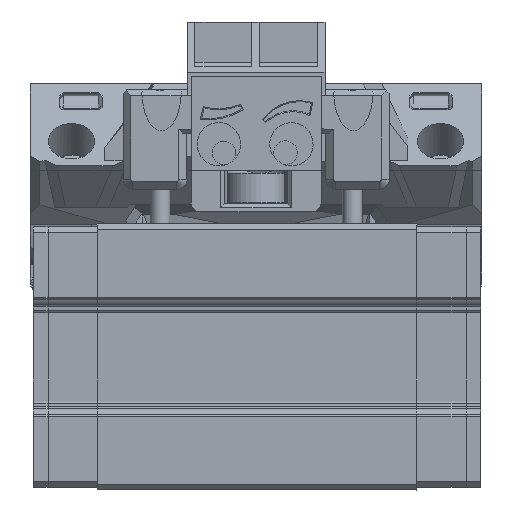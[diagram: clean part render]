
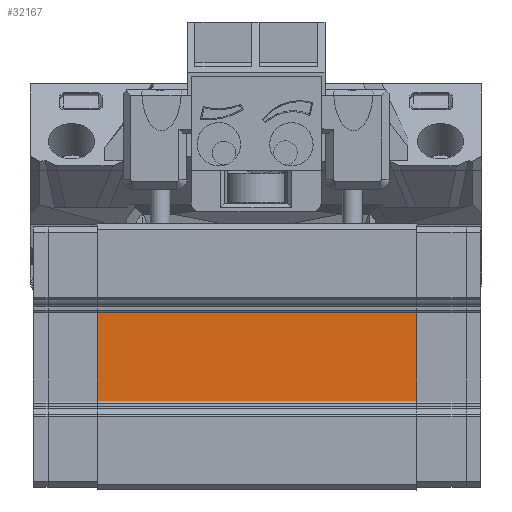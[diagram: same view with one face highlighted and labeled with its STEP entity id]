
A CAD part, front view. The second image highlights one B-rep face of the part: STEP entity #32167.
In plain terms, the highlighted face is planar.
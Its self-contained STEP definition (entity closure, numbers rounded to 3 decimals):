
#2292=PLANE('',#34916);
#4144=FACE_OUTER_BOUND('',#6173,.T.);
#6173=EDGE_LOOP('',(#28677,#28678,#28679,#28680));
#9066=LINE('',#56879,#12204);
#9122=LINE('',#57060,#12260);
#9123=LINE('',#57063,#12261);
#9124=LINE('',#57064,#12262);
#12204=VECTOR('',#42548,1.);
#12260=VECTOR('',#42742,1.);
#12261=VECTOR('',#42745,1.);
#12262=VECTOR('',#42746,1.);
#15772=VERTEX_POINT('',#56876);
#15773=VERTEX_POINT('',#56878);
#15829=VERTEX_POINT('',#57058);
#15830=VERTEX_POINT('',#57062);
#20110=EDGE_CURVE('',#15772,#15773,#9066,.T.);
#20198=EDGE_CURVE('',#15772,#15829,#9122,.T.);
#20199=EDGE_CURVE('',#15830,#15829,#9123,.T.);
#20200=EDGE_CURVE('',#15773,#15830,#9124,.T.);
#28677=ORIENTED_EDGE('',*,*,#20199,.F.);
#28678=ORIENTED_EDGE('',*,*,#20200,.F.);
#28679=ORIENTED_EDGE('',*,*,#20110,.F.);
#28680=ORIENTED_EDGE('',*,*,#20198,.T.);
#32167=ADVANCED_FACE('',(#4144),#2292,.F.);
#34916=AXIS2_PLACEMENT_3D('',#57061,#42743,#42744);
#42548=DIRECTION('',(0.,-1.,0.));
#42742=DIRECTION('',(1.,0.,0.));
#42743=DIRECTION('center_axis',(0.,0.,1.));
#42744=DIRECTION('ref_axis',(1.,0.,0.));
#42745=DIRECTION('',(0.,1.,0.));
#42746=DIRECTION('',(1.,0.,0.));
#56876=CARTESIAN_POINT('',(121.3,5.5,8.));
#56878=CARTESIAN_POINT('',(121.3,-5.5,8.));
#56879=CARTESIAN_POINT('',(121.3,-2.739,8.));
#57058=CARTESIAN_POINT('',(153.7,5.5,8.));
#57060=CARTESIAN_POINT('',(121.3,5.5,8.));
#57061=CARTESIAN_POINT('Origin',(121.3,-5.5,8.));
#57062=CARTESIAN_POINT('',(153.7,-5.5,8.));
#57063=CARTESIAN_POINT('',(153.7,-2.739,8.));
#57064=CARTESIAN_POINT('',(121.3,-5.5,8.));
